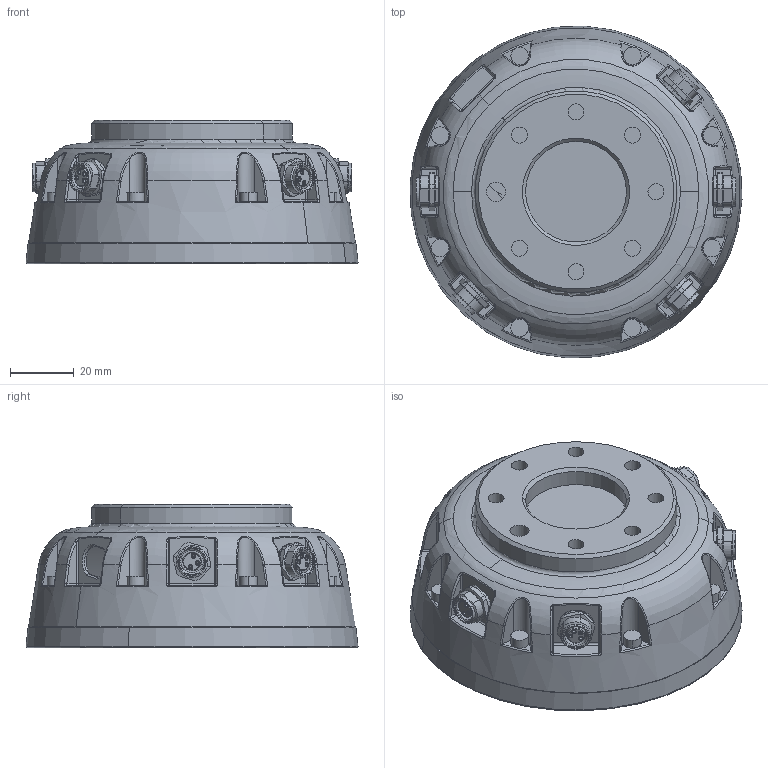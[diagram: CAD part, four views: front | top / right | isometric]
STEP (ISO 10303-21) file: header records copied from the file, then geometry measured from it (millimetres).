
FILE_DESCRIPTION (( 'STEP AP203' ), '1' );
FILE_NAME ('Link7_Default_sldprt.STEP', '2019-02-02T22:34:58', ( 'Jean Gonzalez' ), ( '' ), 'SwSTEP 2.0', 'SolidWorks 2017', '' );
FILE_SCHEMA (( 'CONFIG_CONTROL_DESIGN' ));
Length unit declared in the file: millimetre
Products named in the file (1): Link7_Default_sldprt
Bounding box: 103.79 x 103.79 x 45 mm (x, y, z)
Volume: 270706.3 mm3; surface area: 37118.9 mm2
Topology: 1 solids, 1 shells, 863 faces, 2192 edges, 1334 vertices
Faces by surface type: cylinder 317, cone 200, plane 194, bspline 94, torus 45, sphere 13
Entity records: 32156 total; most frequent: CARTESIAN_POINT 12361, ORIENTED_EDGE 4292, DIRECTION 4044, EDGE_CURVE 2146, AXIS2_PLACEMENT_3D 1694, VERTEX_POINT 1332, EDGE_LOOP 930, CIRCLE 924
